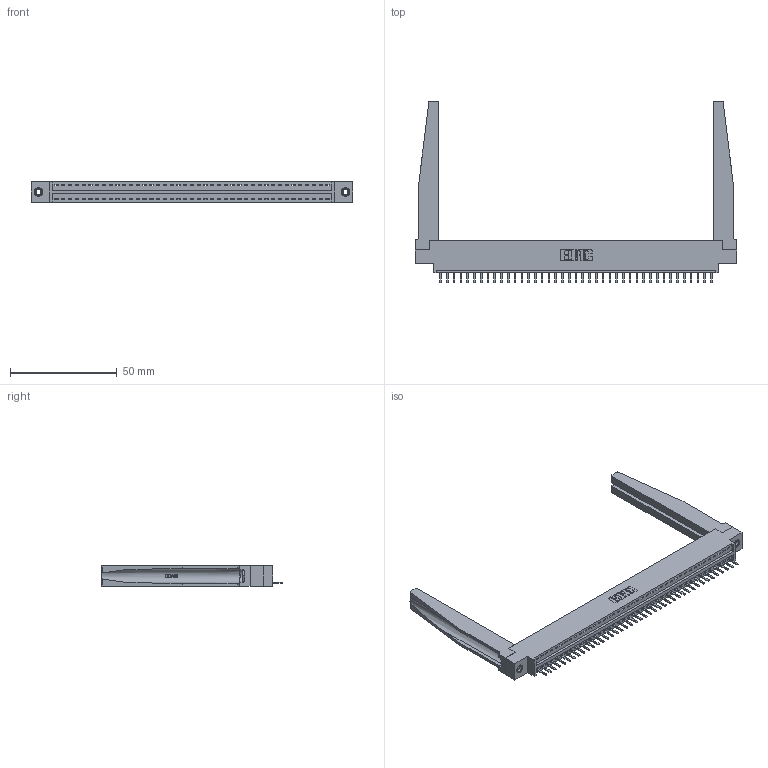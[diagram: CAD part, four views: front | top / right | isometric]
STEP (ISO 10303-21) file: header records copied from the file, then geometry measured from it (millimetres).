
FILE_DESCRIPTION (( 'STEP AP203' ), '1' );
FILE_NAME ('396-041-520-678.STEP', '2019-10-27T20:36:53', ( '' ), ( '' ), 'SwSTEP 2.0', 'SolidWorks 2016', '' );
FILE_SCHEMA (( 'CONFIG_CONTROL_DESIGN' ));
Length unit declared in the file: inch
Products named in the file (5): 345-292-001_345-293-120; 396-041-520-678; 346-220-078_345-220-078; 345-250-001_345-250-001-102; 346 Part_0.170 Offset - 0.156 Dia-TH
Assembly tree (46 placements, depth 2):
  396-041-520-678
    346 Part_0.170 Offset - 0.156 Dia-TH
    345-292-001_345-293-120  x41
    346-220-078_345-220-078  x2
    345-250-001_345-250-001-102  x2
Bounding box: 150.75 x 85.29 x 9.4 mm (x, y, z)
Volume: 21059.4 mm3; surface area: 23982.3 mm2
Topology: 46 solids, 46 shells, 2902 faces, 8493 edges, 5542 vertices
Faces by surface type: plane 1944, cylinder 906, bspline 36, cone 12, torus 4
Entity records: 30574 total; most frequent: CARTESIAN_POINT 6166, ORIENTED_EDGE 5018, DIRECTION 4413, EDGE_CURVE 2509, LINE 2115, VECTOR 2115, VERTEX_POINT 1664, AXIS2_PLACEMENT_3D 1149
